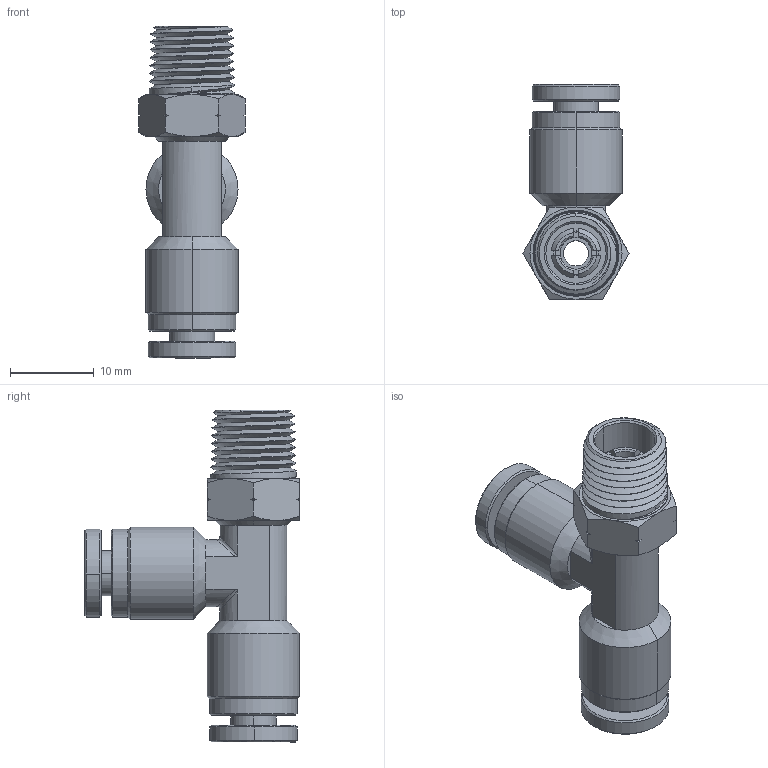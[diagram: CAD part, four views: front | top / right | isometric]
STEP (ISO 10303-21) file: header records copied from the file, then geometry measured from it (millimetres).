
FILE_DESCRIPTION (( 'STEP AP214' ), '1' );
FILE_NAME ('RTS5-32N1-8W.STEP', '2018-07-26T17:00:02', ( '' ), ( '' ), 'SwSTEP 2.0', 'SolidWorks 2016', '' );
FILE_SCHEMA (( 'AUTOMOTIVE_DESIGN' ));
Length unit declared in the file: millimetre
Products named in the file (1): RTS5-32N1-8W
Bounding box: 12.7 x 25.69 x 39.69 mm (x, y, z)
Volume: 3022.3 mm3; surface area: 5795.9 mm2
Topology: 12 solids, 12 shells, 724 faces, 1925 edges, 1239 vertices
Faces by surface type: cone 276, plane 246, cylinder 146, bspline 52, torus 4
Entity records: 35314 total; most frequent: CARTESIAN_POINT 10174, ORIENTED_EDGE 3850, DIRECTION 3238, EDGE_CURVE 1925, AXIS2_PLACEMENT_3D 1317, VERTEX_POINT 1239, EDGE_LOOP 764, UNCERTAINTY_MEASURE_WITH_UNIT 738
